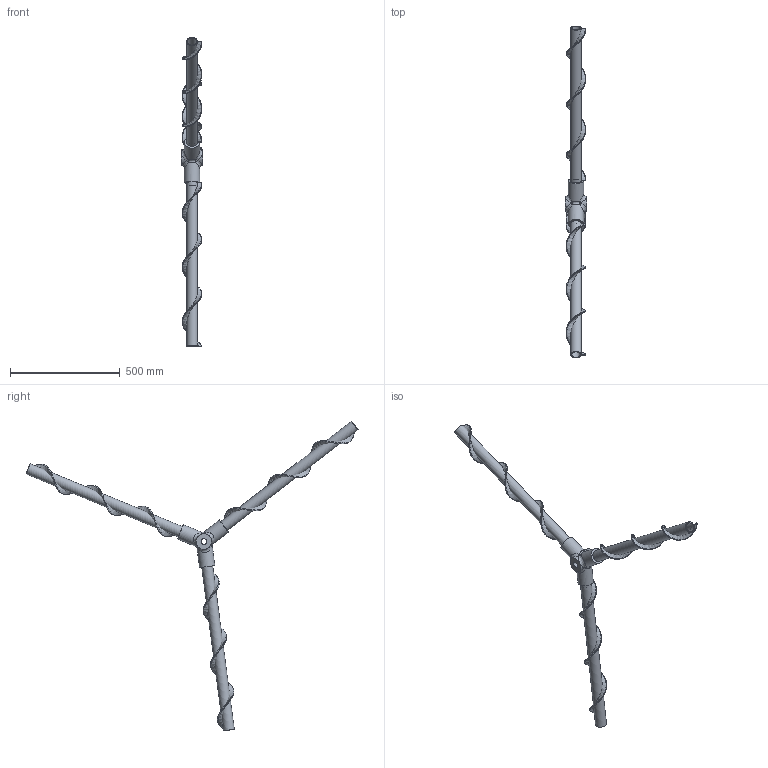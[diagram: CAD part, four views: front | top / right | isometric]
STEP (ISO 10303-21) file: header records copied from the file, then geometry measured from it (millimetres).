
FILE_DESCRIPTION(/* description */ (''),/* implementation_level */ '2;1');
FILE_NAME(/* name */ 'assembly1.stp',/* time_stamp */ '2025-05-29T11:51:35+05:00',/* author */ (''),/* organization */ (''),/* preprocessor_version */ 'ST-DEVELOPER v18.102',/* originating_system */ 'SIEMENS PLM Software NX 2027',/* authorisation */ '');
FILE_SCHEMA (('AUTOMOTIVE_DESIGN { 1 0 10303 214 3 1 1 1 }'));
Length unit declared in the file: millimetre
Products named in the file (3): hubdesign1; blade 2 de; assembly1
Assembly tree (4 placements, depth 2):
  assembly1
    blade 2 de  x3
    hubdesign1
Bounding box: 100 x 1510.01 x 1407.84 mm (x, y, z)
Volume: 3250588.1 mm3; surface area: 932276.6 mm2
Topology: 7 solids, 7 shells, 81 faces, 159 edges, 95 vertices
Faces by surface type: bspline 27, cylinder 25, plane 23, sphere 6
Full cylindrical faces by diameter (mm): 18 x3, 26 x4, 40 x3, 50 x3, 70 x3
Entity records: 4070 total; most frequent: CARTESIAN_POINT 3064, DIRECTION 206, ORIENTED_EDGE 166, AXIS2_PLACEMENT_3D 103, EDGE_CURVE 83, EDGE_LOOP 68, VERTEX_POINT 53, ADVANCED_FACE 51
